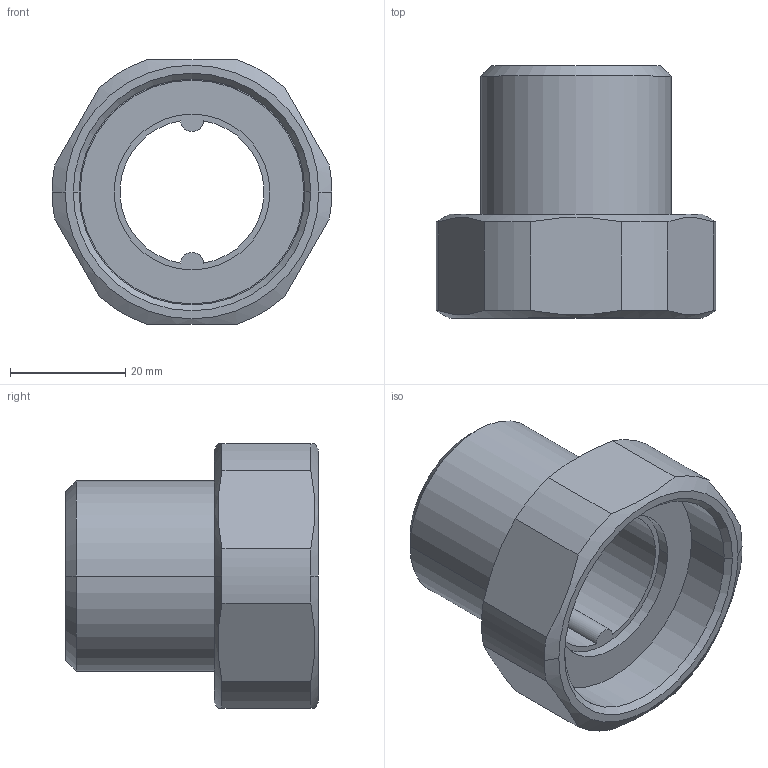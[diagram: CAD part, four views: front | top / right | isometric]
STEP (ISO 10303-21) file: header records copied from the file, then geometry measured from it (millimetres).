
FILE_DESCRIPTION((''),'2;1');
FILE_NAME('003Z0234_ASM','2017-05-19T',('U258099'),('Danfoss'),'CREO PARAMETRIC BY PTC INC, 2015480','CREO PARAMETRIC BY PTC INC, 2015480','');
FILE_SCHEMA(('CONFIG_CONTROL_DESIGN'));
Length unit declared in the file: millimetre
Products named in the file (4): 56705023_DN25; 5670557; 54550022; 003Z0234_ASM
Assembly tree (3 placements, depth 2):
  003Z0234_ASM
    56705023_DN25
    5670557
    54550022
Bounding box: 48.5 x 43.8 x 45.9 mm (x, y, z)
Volume: 24071.7 mm3; surface area: 15270.4 mm2
Topology: 3 solids, 3 shells, 55 faces, 128 edges, 82 vertices
Faces by surface type: cylinder 26, plane 15, cone 14
Entity records: 1808 total; most frequent: CARTESIAN_POINT 404, DIRECTION 302, ORIENTED_EDGE 256, AXIS2_PLACEMENT_3D 128, EDGE_CURVE 128, VERTEX_POINT 82, CIRCLE 66, EDGE_LOOP 64
